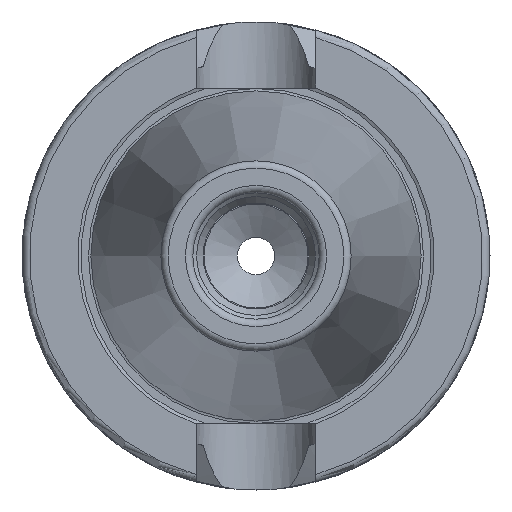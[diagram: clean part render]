
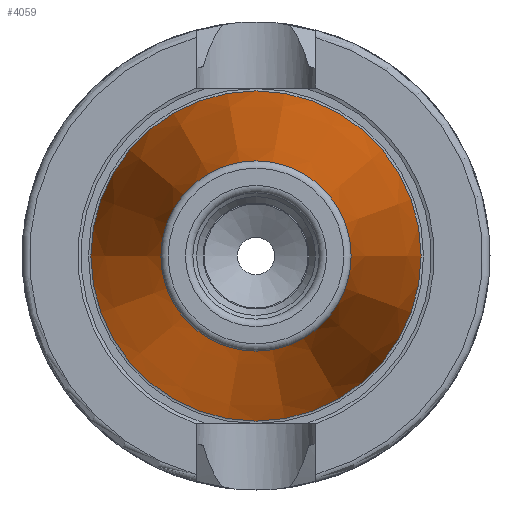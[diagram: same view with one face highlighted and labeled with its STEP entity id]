
A CAD part, left-side view. The second image highlights one B-rep face of the part: STEP entity #4059.
In plain terms, the highlighted conical face has half-angle 8.297 degrees and reference radius 17.519 mm.
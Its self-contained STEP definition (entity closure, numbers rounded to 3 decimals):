
#4025=CARTESIAN_POINT('',(-64.544,12.812,0.0));
#4026=VERTEX_POINT('',#4025);
#4027=CARTESIAN_POINT('',(-64.544,0.0,0.0));
#4028=DIRECTION('',(1.0,0.0,0.0));
#4029=DIRECTION('',(0.0,1.0,0.0));
#4030=AXIS2_PLACEMENT_3D('',#4027,#4028,#4029);
#4031=CIRCLE('',#4030,12.812);
#4032=EDGE_CURVE('',#4026,#4026,#4031,.T.);
#4040=CARTESIAN_POINT('',(-32.272,0.0,0.0));
#4041=DIRECTION('',(1.0,0.0,0.0));
#4042=DIRECTION('',(0.0,1.0,0.0));
#4043=AXIS2_PLACEMENT_3D('',#4040,#4041,#4042);
#4044=CONICAL_SURFACE('',#4043,17.519,8.297);
#4045=CARTESIAN_POINT('',(0.,22.225,0.0));
#4046=VERTEX_POINT('',#4045);
#4047=CARTESIAN_POINT('',(0.,0.0,0.0));
#4048=DIRECTION('',(1.0,0.0,0.0));
#4049=DIRECTION('',(0.0,1.0,0.0));
#4050=AXIS2_PLACEMENT_3D('',#4047,#4048,#4049);
#4051=CIRCLE('',#4050,22.225);
#4052=EDGE_CURVE('',#4046,#4046,#4051,.T.);
#4053=ORIENTED_EDGE('',*,*,#4052,.F.);
#4054=EDGE_LOOP('',(#4053));
#4055=FACE_OUTER_BOUND('',#4054,.T.);
#4056=ORIENTED_EDGE('',*,*,#4032,.T.);
#4057=EDGE_LOOP('',(#4056));
#4058=FACE_BOUND('',#4057,.T.);
#4059=ADVANCED_FACE('',(#4055,#4058),#4044,.T.);
